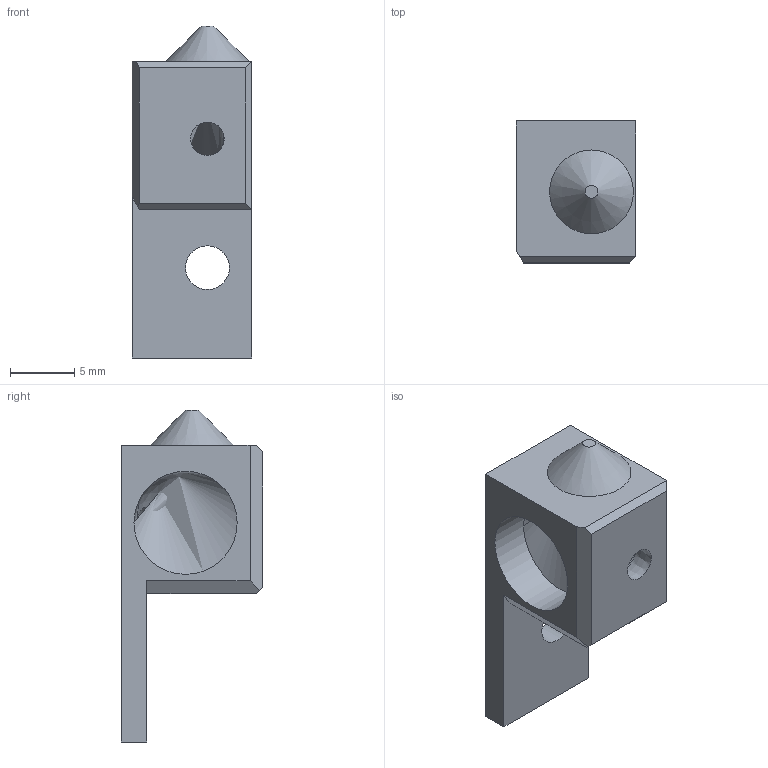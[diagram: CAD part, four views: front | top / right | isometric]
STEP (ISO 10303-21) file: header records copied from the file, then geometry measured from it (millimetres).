
FILE_DESCRIPTION(/* description */ (''),/* implementation_level */ '2;1');
FILE_NAME(/* name */ 'adapter-printer.stp',/* time_stamp */ '2019-02-11T12:33:49+01:00',/* author */ ('PR'),/* organization */ (''),/* preprocessor_version */ 'ST-DEVELOPER v17',/* originating_system */ 'Autodesk Inventor 2019',/* authorisation */ '');
FILE_SCHEMA (('AUTOMOTIVE_DESIGN { 1 0 10303 214 3 1 1 }'));
Length unit declared in the file: millimetre
Products named in the file (1): Součást1
Bounding box: 9.3 x 11 x 25.75 mm (x, y, z)
Volume: 1065.3 mm3; surface area: 1083.9 mm2
Topology: 1 solids, 1 shells, 24 faces, 70 edges, 46 vertices
Faces by surface type: plane 14, bspline 3, cylinder 3, cone 2, torus 1, sphere 1
Full cylindrical faces by diameter (mm): 3.4 x1, 8 x1
Entity records: 1194 total; most frequent: CARTESIAN_POINT 528, ORIENTED_EDGE 136, DIRECTION 121, EDGE_CURVE 68, VERTEX_POINT 46, AXIS2_PLACEMENT_3D 43, LINE 35, VECTOR 35
